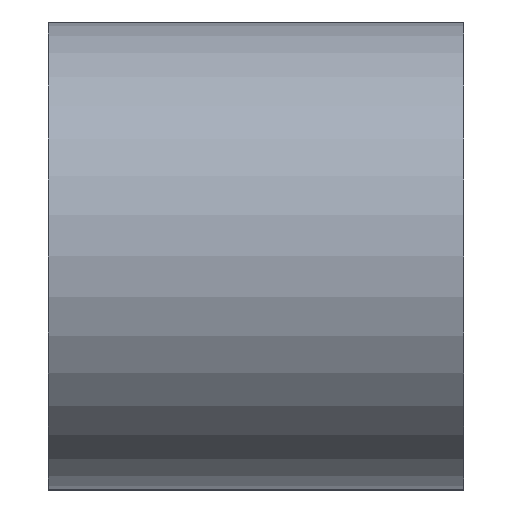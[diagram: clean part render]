
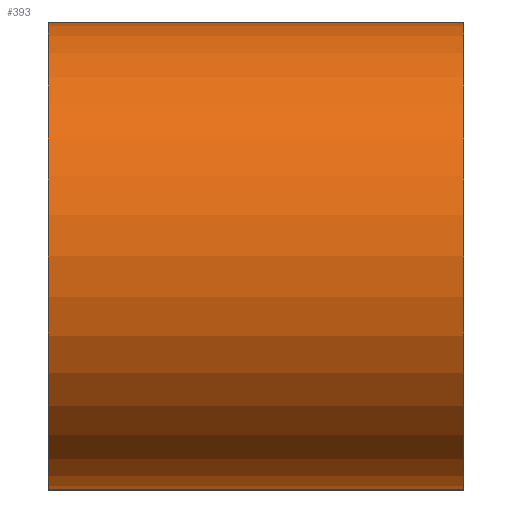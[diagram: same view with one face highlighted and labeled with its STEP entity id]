
A CAD part, left-side view. The second image highlights one B-rep face of the part: STEP entity #393.
In plain terms, the highlighted cylindrical face has radius 4.5 mm (diameter 9 mm), a partial arc.
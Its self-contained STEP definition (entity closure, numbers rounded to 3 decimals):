
#14 = ORIENTED_EDGE ( 'NONE', *, *, #55, .F. ) ;
#35 = VERTEX_POINT ( 'NONE', #194 ) ;
#55 = EDGE_CURVE ( 'NONE', #35, #481, #126, .T. ) ;
#57 = VERTEX_POINT ( 'NONE', #577 ) ;
#97 = VERTEX_POINT ( 'NONE', #401 ) ;
#112 = CARTESIAN_POINT ( 'NONE',  ( -48., 8., -4.5 ) ) ;
#126 = CIRCLE ( 'NONE', #359, 4.5 ) ;
#171 = DIRECTION ( 'NONE',  ( 0., 1., 0. ) ) ;
#194 = CARTESIAN_POINT ( 'NONE',  ( -48., 8., -4.5 ) ) ;
#217 = DIRECTION ( 'NONE',  ( 0., -1., 0. ) ) ;
#233 = VECTOR ( 'NONE', #413, 1000. ) ;
#245 = CIRCLE ( 'NONE', #281, 4.5 ) ;
#281 = AXIS2_PLACEMENT_3D ( 'NONE', #409, #171, #361 ) ;
#292 = AXIS2_PLACEMENT_3D ( 'NONE', #345, #581, #619 ) ;
#295 = ORIENTED_EDGE ( 'NONE', *, *, #576, .T. ) ;
#345 = CARTESIAN_POINT ( 'NONE',  ( -48., 8., 0. ) ) ;
#359 = AXIS2_PLACEMENT_3D ( 'NONE', #429, #390, #387 ) ;
#361 = DIRECTION ( 'NONE',  ( 0., 0., 1. ) ) ;
#363 = ORIENTED_EDGE ( 'NONE', *, *, #541, .F. ) ;
#370 = LINE ( 'NONE', #112, #233 ) ;
#374 = ORIENTED_EDGE ( 'NONE', *, *, #548, .T. ) ;
#387 = DIRECTION ( 'NONE',  ( 0., 0., 1. ) ) ;
#390 = DIRECTION ( 'NONE',  ( 0., 1., 0. ) ) ;
#392 = FACE_OUTER_BOUND ( 'NONE', #457, .T. ) ;
#393 = ADVANCED_FACE ( 'NONE', ( #392 ), #590, .T. ) ;
#401 = CARTESIAN_POINT ( 'NONE',  ( -48., 0., 4.5 ) ) ;
#409 = CARTESIAN_POINT ( 'NONE',  ( -48., 0., 0. ) ) ;
#413 = DIRECTION ( 'NONE',  ( 0., -1., 0. ) ) ;
#429 = CARTESIAN_POINT ( 'NONE',  ( -48., 8., 0. ) ) ;
#441 = CARTESIAN_POINT ( 'NONE',  ( -48., 8., 4.5 ) ) ;
#457 = EDGE_LOOP ( 'NONE', ( #374, #363, #14, #295 ) ) ;
#481 = VERTEX_POINT ( 'NONE', #441 ) ;
#541 = EDGE_CURVE ( 'NONE', #481, #97, #601, .T. ) ;
#548 = EDGE_CURVE ( 'NONE', #57, #97, #245, .T. ) ;
#556 = VECTOR ( 'NONE', #217, 1000. ) ;
#576 = EDGE_CURVE ( 'NONE', #35, #57, #370, .T. ) ;
#577 = CARTESIAN_POINT ( 'NONE',  ( -48., 0., -4.5 ) ) ;
#581 = DIRECTION ( 'NONE',  ( 0., -1., 0. ) ) ;
#590 = CYLINDRICAL_SURFACE ( 'NONE', #292, 4.5 ) ;
#601 = LINE ( 'NONE', #607, #556 ) ;
#607 = CARTESIAN_POINT ( 'NONE',  ( -48., 8., 4.5 ) ) ;
#619 = DIRECTION ( 'NONE',  ( 0., 0., -1. ) ) ;
